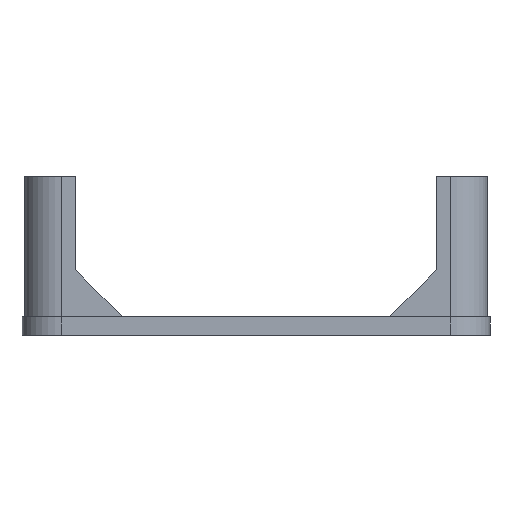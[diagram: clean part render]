
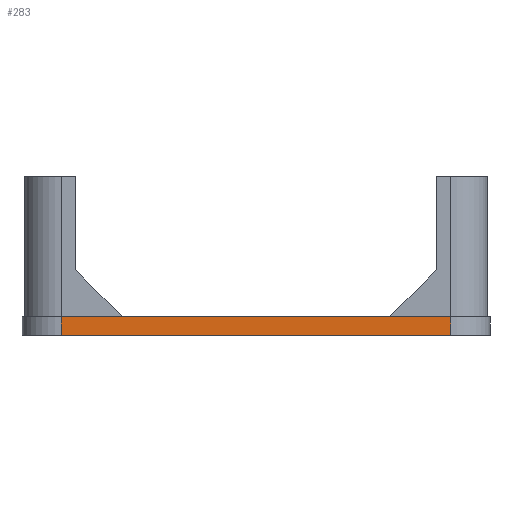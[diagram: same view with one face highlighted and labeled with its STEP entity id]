
A CAD part, left-side view. The second image highlights one B-rep face of the part: STEP entity #283.
In plain terms, the highlighted planar face has unit normal (-1, 0, 0).
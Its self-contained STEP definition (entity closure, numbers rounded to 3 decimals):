
#74 = CARTESIAN_POINT ( 'NONE',  ( 1.6, 93., 5.6 ) ) ;
#205 = DIRECTION ( 'NONE',  ( 0., 1., 0. ) ) ;
#210 = CARTESIAN_POINT ( 'NONE',  ( 1.6, 93., 167.065 ) ) ;
#234 = EDGE_CURVE ( 'NONE', #1979, #1266, #576, .T. ) ;
#283 = ADVANCED_FACE ( 'NONE', ( #1152 ), #1473, .F. ) ;
#327 = EDGE_CURVE ( 'NONE', #1979, #1098, #1487, .T. ) ;
#345 = ORIENTED_EDGE ( 'NONE', *, *, #327, .F. ) ;
#486 = ORIENTED_EDGE ( 'NONE', *, *, #2296, .T. ) ;
#536 = CARTESIAN_POINT ( 'NONE',  ( 1.6, 93., 167.065 ) ) ;
#576 = LINE ( 'NONE', #942, #2129 ) ;
#761 = DIRECTION ( 'NONE',  ( 1., 0., 0. ) ) ;
#782 = VERTEX_POINT ( 'NONE', #1135 ) ;
#872 = LINE ( 'NONE', #1816, #1658 ) ;
#936 = CARTESIAN_POINT ( 'NONE',  ( 1.6, 10., 1.6 ) ) ;
#942 = CARTESIAN_POINT ( 'NONE',  ( 1.6, 93., 5.6 ) ) ;
#1045 = DIRECTION ( 'NONE',  ( 0., -1., 0. ) ) ;
#1098 = VERTEX_POINT ( 'NONE', #936 ) ;
#1101 = DIRECTION ( 'NONE',  ( 0., 0., -1. ) ) ;
#1135 = CARTESIAN_POINT ( 'NONE',  ( 1.6, 93., 1.6 ) ) ;
#1152 = FACE_OUTER_BOUND ( 'NONE', #1648, .T. ) ;
#1157 = LINE ( 'NONE', #210, #2058 ) ;
#1194 = EDGE_CURVE ( 'NONE', #1266, #782, #1157, .T. ) ;
#1222 = CARTESIAN_POINT ( 'NONE',  ( 1.6, 10., 5.6 ) ) ;
#1259 = VECTOR ( 'NONE', #1101, 1000. ) ;
#1266 = VERTEX_POINT ( 'NONE', #74 ) ;
#1327 = ORIENTED_EDGE ( 'NONE', *, *, #234, .T. ) ;
#1417 = ORIENTED_EDGE ( 'NONE', *, *, #1194, .T. ) ;
#1473 = PLANE ( 'NONE',  #2404 ) ;
#1487 = LINE ( 'NONE', #1871, #1259 ) ;
#1648 = EDGE_LOOP ( 'NONE', ( #1417, #486, #345, #1327 ) ) ;
#1658 = VECTOR ( 'NONE', #1045, 1000. ) ;
#1733 = DIRECTION ( 'NONE',  ( 0., 0., -1. ) ) ;
#1816 = CARTESIAN_POINT ( 'NONE',  ( 1.6, 93., 1.6 ) ) ;
#1871 = CARTESIAN_POINT ( 'NONE',  ( 1.6, 10., 167.065 ) ) ;
#1979 = VERTEX_POINT ( 'NONE', #1222 ) ;
#2058 = VECTOR ( 'NONE', #1733, 1000. ) ;
#2066 = DIRECTION ( 'NONE',  ( 0., 1., 0. ) ) ;
#2129 = VECTOR ( 'NONE', #2066, 1000. ) ;
#2296 = EDGE_CURVE ( 'NONE', #782, #1098, #872, .T. ) ;
#2404 = AXIS2_PLACEMENT_3D ( 'NONE', #536, #761, #205 ) ;
